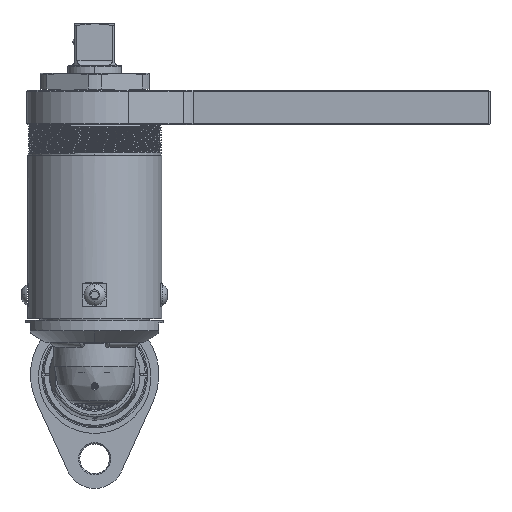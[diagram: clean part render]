
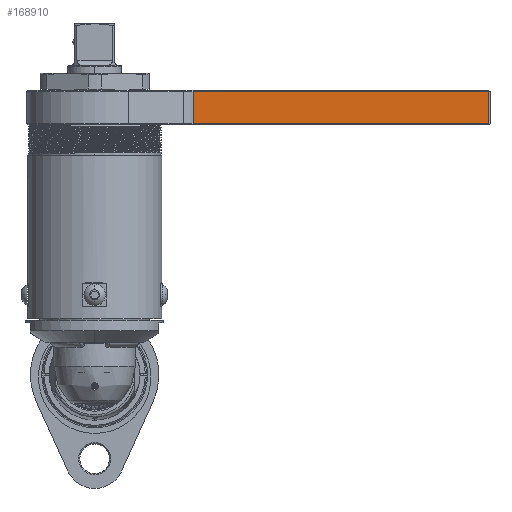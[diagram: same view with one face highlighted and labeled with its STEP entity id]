
A CAD part, left-side view. The second image highlights one B-rep face of the part: STEP entity #168910.
In plain terms, the highlighted planar face has unit normal (-1, 0, 0).
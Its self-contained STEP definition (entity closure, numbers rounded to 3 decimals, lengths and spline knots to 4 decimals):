
#166266=DIRECTION('',(0.,0.,-1.));
#166267=VECTOR('',#166266,0.813);
#166268=CARTESIAN_POINT('',(-10.5795,-2.4874,7.162));
#166269=LINE('',#166268,#166267);
#167338=DIRECTION('',(0.,1.,0.));
#167339=VECTOR('',#167338,7.4816);
#167340=CARTESIAN_POINT('',(-10.5795,-9.969,6.349));
#167341=LINE('',#167340,#167339);
#167364=DIRECTION('',(0.,1.,0.));
#167365=VECTOR('',#167364,7.4816);
#167366=CARTESIAN_POINT('',(-10.5795,-9.969,7.162));
#167367=LINE('',#167366,#167365);
#167434=DIRECTION('',(0.,0.,-1.));
#167435=VECTOR('',#167434,0.813);
#167436=CARTESIAN_POINT('',(-10.5795,-9.969,7.162));
#167437=LINE('',#167436,#167435);
#167870=CARTESIAN_POINT('',(-10.5795,-9.969,7.162));
#167871=CARTESIAN_POINT('',(-10.5795,-2.4874,7.162));
#167872=VERTEX_POINT('',#167870);
#167873=VERTEX_POINT('',#167871);
#167906=CARTESIAN_POINT('',(-10.5795,-9.969,6.349));
#167907=VERTEX_POINT('',#167906);
#167918=CARTESIAN_POINT('',(-10.5795,-2.4874,6.349));
#167919=VERTEX_POINT('',#167918);
#168897=CARTESIAN_POINT('',(-10.5795,-10.,7.193));
#168898=DIRECTION('',(-1.,0.,0.));
#168899=DIRECTION('',(0.,1.,0.));
#168900=AXIS2_PLACEMENT_3D('',#168897,#168898,#168899);
#168901=PLANE('',#168900);
#168902=ORIENTED_EDGE('',*,*,#168405,.F.);
#168904=ORIENTED_EDGE('',*,*,#168903,.F.);
#168906=ORIENTED_EDGE('',*,*,#168905,.T.);
#168907=ORIENTED_EDGE('',*,*,#168877,.T.);
#168908=EDGE_LOOP('',(#168902,#168904,#168906,#168907));
#168909=FACE_OUTER_BOUND('',#168908,.F.);
#168910=ADVANCED_FACE('',(#168909),#168901,.T.);
#168405=EDGE_CURVE('',#167873,#167919,#166269,.T.);
#168877=EDGE_CURVE('',#167907,#167919,#167341,.T.);
#168903=EDGE_CURVE('',#167872,#167873,#167367,.T.);
#168905=EDGE_CURVE('',#167872,#167907,#167437,.T.);
